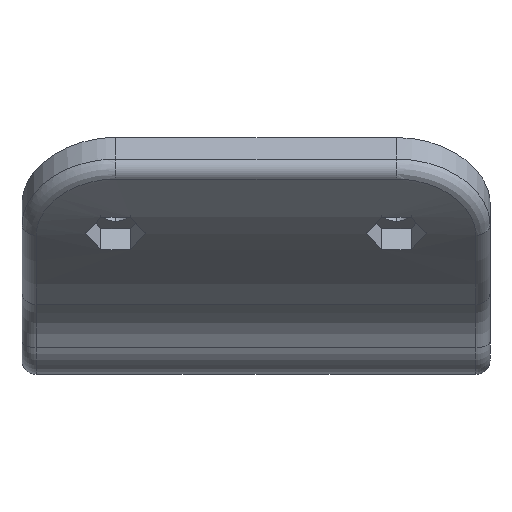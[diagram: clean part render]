
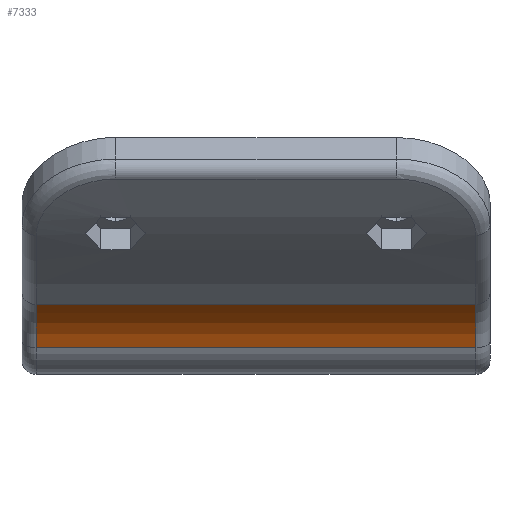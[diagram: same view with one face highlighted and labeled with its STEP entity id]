
A CAD part, left-side view. The second image highlights one B-rep face of the part: STEP entity #7333.
In plain terms, the highlighted cylindrical face has radius 10 mm (diameter 20 mm), a partial arc.
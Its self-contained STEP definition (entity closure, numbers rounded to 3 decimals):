
#67 = ORIENTED_EDGE ( 'NONE', *, *, #7665, .T. ) ;
#411 = AXIS2_PLACEMENT_3D ( 'NONE', #10317, #8832, #7083 ) ;
#448 = DIRECTION ( 'NONE',  ( 0., 0., -1. ) ) ;
#456 = EDGE_CURVE ( 'NONE', #7982, #5156, #738, .T. ) ;
#560 = DIRECTION ( 'NONE',  ( 0., -1., 0. ) ) ;
#738 = LINE ( 'NONE', #9961, #8073 ) ;
#771 = CIRCLE ( 'NONE', #411, 10. ) ;
#917 = VECTOR ( 'NONE', #9181, 1000. ) ;
#918 = EDGE_CURVE ( 'NONE', #7982, #3444, #6961, .T. ) ;
#1278 = AXIS2_PLACEMENT_3D ( 'NONE', #7325, #560, #448 ) ;
#1756 = LINE ( 'NONE', #6604, #917 ) ;
#3210 = DIRECTION ( 'NONE',  ( 0., -1., 0. ) ) ;
#3292 = CARTESIAN_POINT ( 'NONE',  ( -34.904, 23.5, -66.383 ) ) ;
#3444 = VERTEX_POINT ( 'NONE', #8477 ) ;
#3804 = FACE_OUTER_BOUND ( 'NONE', #7068, .T. ) ;
#4894 = EDGE_CURVE ( 'NONE', #3444, #10867, #1756, .T. ) ;
#5156 = VERTEX_POINT ( 'NONE', #9224 ) ;
#5388 = ORIENTED_EDGE ( 'NONE', *, *, #456, .F. ) ;
#5502 = CYLINDRICAL_SURFACE ( 'NONE', #1278, 10. ) ;
#5621 = CARTESIAN_POINT ( 'NONE',  ( -25.854, -23.5, -62.128 ) ) ;
#5918 = AXIS2_PLACEMENT_3D ( 'NONE', #3292, #8391, #7520 ) ;
#6604 = CARTESIAN_POINT ( 'NONE',  ( -25.854, -25., -62.128 ) ) ;
#6961 = CIRCLE ( 'NONE', #5918, 10. ) ;
#7068 = EDGE_LOOP ( 'NONE', ( #5388, #7105, #8845, #67 ) ) ;
#7083 = DIRECTION ( 'NONE',  ( 0., 0., -1. ) ) ;
#7105 = ORIENTED_EDGE ( 'NONE', *, *, #918, .T. ) ;
#7325 = CARTESIAN_POINT ( 'NONE',  ( -34.904, -25., -66.383 ) ) ;
#7333 = ADVANCED_FACE ( 'NONE', ( #3804 ), #5502, .F. ) ;
#7520 = DIRECTION ( 'NONE',  ( 0., 0., -1. ) ) ;
#7665 = EDGE_CURVE ( 'NONE', #10867, #5156, #771, .T. ) ;
#7982 = VERTEX_POINT ( 'NONE', #8753 ) ;
#8073 = VECTOR ( 'NONE', #3210, 1000. ) ;
#8391 = DIRECTION ( 'NONE',  ( 0., 1., 0. ) ) ;
#8477 = CARTESIAN_POINT ( 'NONE',  ( -25.854, 23.5, -62.128 ) ) ;
#8753 = CARTESIAN_POINT ( 'NONE',  ( -30.25, 23.5, -57.532 ) ) ;
#8832 = DIRECTION ( 'NONE',  ( 0., -1., 0. ) ) ;
#8845 = ORIENTED_EDGE ( 'NONE', *, *, #4894, .T. ) ;
#9181 = DIRECTION ( 'NONE',  ( 0., -1., 0. ) ) ;
#9224 = CARTESIAN_POINT ( 'NONE',  ( -30.25, -23.5, -57.532 ) ) ;
#9961 = CARTESIAN_POINT ( 'NONE',  ( -30.25, -25., -57.532 ) ) ;
#10317 = CARTESIAN_POINT ( 'NONE',  ( -34.904, -23.5, -66.383 ) ) ;
#10867 = VERTEX_POINT ( 'NONE', #5621 ) ;
